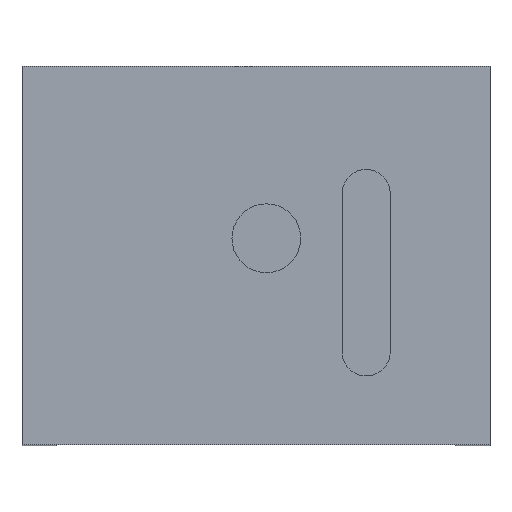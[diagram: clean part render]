
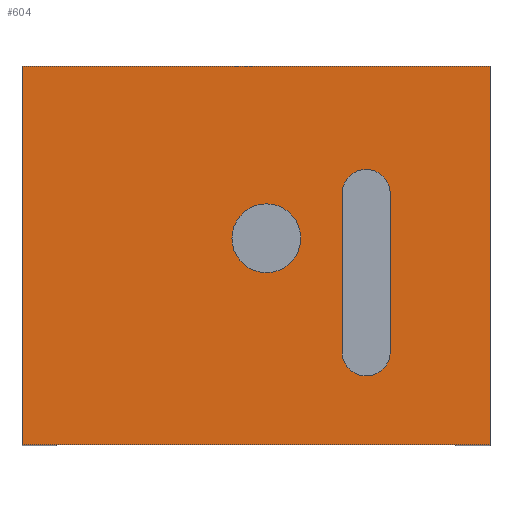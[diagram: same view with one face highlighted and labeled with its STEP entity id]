
A CAD part, top view. The second image highlights one B-rep face of the part: STEP entity #604.
In plain terms, the highlighted planar face has unit normal (0, 0, 1).
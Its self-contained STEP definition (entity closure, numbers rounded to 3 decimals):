
#4 = ORIENTED_EDGE ( 'NONE', *, *, #709, .T. ) ;
#6 = CARTESIAN_POINT ( 'NONE',  ( -21.5, 0., 78. ) ) ;
#16 = CIRCLE ( 'NONE', #53, 5. ) ;
#18 = CARTESIAN_POINT ( 'NONE',  ( -37.5, 30., 78. ) ) ;
#23 = DIRECTION ( 'NONE',  ( 0., 0., 1. ) ) ;
#25 = EDGE_CURVE ( 'NONE', #139, #446, #16, .T. ) ;
#53 = AXIS2_PLACEMENT_3D ( 'NONE', #136, #685, #65 ) ;
#63 = VECTOR ( 'NONE', #329, 1000. ) ;
#64 = VERTEX_POINT ( 'NONE', #277 ) ;
#65 = DIRECTION ( 'NONE',  ( 1., 0., 0. ) ) ;
#66 = ORIENTED_EDGE ( 'NONE', *, *, #305, .T. ) ;
#74 = FACE_BOUND ( 'NONE', #513, .T. ) ;
#75 = LINE ( 'NONE', #6, #575 ) ;
#88 = EDGE_LOOP ( 'NONE', ( #267, #194 ) ) ;
#91 = DIRECTION ( 'NONE',  ( 0., 1., 0. ) ) ;
#105 = DIRECTION ( 'NONE',  ( 0., -1., 0. ) ) ;
#136 = CARTESIAN_POINT ( 'NONE',  ( -32.5, 30., 78. ) ) ;
#139 = VERTEX_POINT ( 'NONE', #18 ) ;
#146 = DIRECTION ( 'NONE',  ( 1., 0., 0. ) ) ;
#147 = VECTOR ( 'NONE', #105, 1000. ) ;
#169 = CARTESIAN_POINT ( 'NONE',  ( -32.5, 30., 78. ) ) ;
#170 = LINE ( 'NONE', #626, #318 ) ;
#172 = LINE ( 'NONE', #477, #147 ) ;
#178 = EDGE_CURVE ( 'NONE', #764, #200, #271, .T. ) ;
#191 = FACE_BOUND ( 'NONE', #88, .T. ) ;
#194 = ORIENTED_EDGE ( 'NONE', *, *, #684, .F. ) ;
#200 = VERTEX_POINT ( 'NONE', #231 ) ;
#216 = CIRCLE ( 'NONE', #476, 3.5 ) ;
#231 = CARTESIAN_POINT ( 'NONE',  ( -68., 55., 78. ) ) ;
#233 = CARTESIAN_POINT ( 'NONE',  ( -18., 36.5, 78. ) ) ;
#241 = AXIS2_PLACEMENT_3D ( 'NONE', #233, #419, #720 ) ;
#248 = CIRCLE ( 'NONE', #743, 5. ) ;
#252 = ORIENTED_EDGE ( 'NONE', *, *, #319, .T. ) ;
#262 = DIRECTION ( 'NONE',  ( 0., -1., 0. ) ) ;
#267 = ORIENTED_EDGE ( 'NONE', *, *, #25, .F. ) ;
#268 = CARTESIAN_POINT ( 'NONE',  ( -68., 55., 78. ) ) ;
#270 = CARTESIAN_POINT ( 'NONE',  ( -18., 13.5, 78. ) ) ;
#271 = LINE ( 'NONE', #268, #63 ) ;
#277 = CARTESIAN_POINT ( 'NONE',  ( -21.5, 36.5, 78. ) ) ;
#289 = AXIS2_PLACEMENT_3D ( 'NONE', #395, #519, #331 ) ;
#305 = EDGE_CURVE ( 'NONE', #521, #764, #561, .T. ) ;
#318 = VECTOR ( 'NONE', #752, 1000. ) ;
#319 = EDGE_CURVE ( 'NONE', #470, #618, #172, .T. ) ;
#329 = DIRECTION ( 'NONE',  ( -1., 0., 0. ) ) ;
#331 = DIRECTION ( 'NONE',  ( 1., 0., 0. ) ) ;
#340 = PLANE ( 'NONE',  #289 ) ;
#380 = ORIENTED_EDGE ( 'NONE', *, *, #573, .F. ) ;
#395 = CARTESIAN_POINT ( 'NONE',  ( 0., 0., 78. ) ) ;
#396 = ORIENTED_EDGE ( 'NONE', *, *, #463, .F. ) ;
#413 = DIRECTION ( 'NONE',  ( 0., -1., 0. ) ) ;
#419 = DIRECTION ( 'NONE',  ( 0., 0., 1. ) ) ;
#440 = ORIENTED_EDGE ( 'NONE', *, *, #749, .F. ) ;
#444 = CARTESIAN_POINT ( 'NONE',  ( -27.5, 30., 78. ) ) ;
#446 = VERTEX_POINT ( 'NONE', #444 ) ;
#453 = LINE ( 'NONE', #662, #771 ) ;
#463 = EDGE_CURVE ( 'NONE', #64, #754, #75, .T. ) ;
#467 = CARTESIAN_POINT ( 'NONE',  ( 0., 55., 78. ) ) ;
#469 = EDGE_LOOP ( 'NONE', ( #66, #719, #4, #682 ) ) ;
#470 = VERTEX_POINT ( 'NONE', #633 ) ;
#473 = CARTESIAN_POINT ( 'NONE',  ( -68., 0., 78. ) ) ;
#476 = AXIS2_PLACEMENT_3D ( 'NONE', #270, #23, #146 ) ;
#477 = CARTESIAN_POINT ( 'NONE',  ( -14.5, 0., 78. ) ) ;
#513 = EDGE_LOOP ( 'NONE', ( #440, #252, #380, #396 ) ) ;
#514 = CARTESIAN_POINT ( 'NONE',  ( 0., 0., 78. ) ) ;
#516 = EDGE_CURVE ( 'NONE', #623, #521, #170, .T. ) ;
#519 = DIRECTION ( 'NONE',  ( 0., 0., 1. ) ) ;
#521 = VERTEX_POINT ( 'NONE', #514 ) ;
#534 = DIRECTION ( 'NONE',  ( 1., 0., 0. ) ) ;
#539 = CARTESIAN_POINT ( 'NONE',  ( 0., 55., 78. ) ) ;
#548 = FACE_OUTER_BOUND ( 'NONE', #469, .T. ) ;
#561 = LINE ( 'NONE', #467, #697 ) ;
#573 = EDGE_CURVE ( 'NONE', #754, #618, #216, .T. ) ;
#575 = VECTOR ( 'NONE', #262, 1000. ) ;
#600 = CARTESIAN_POINT ( 'NONE',  ( -21.5, 13.5, 78. ) ) ;
#604 = ADVANCED_FACE ( 'NONE', ( #191, #548, #74 ), #340, .T. ) ;
#606 = CARTESIAN_POINT ( 'NONE',  ( -14.5, 13.5, 78. ) ) ;
#618 = VERTEX_POINT ( 'NONE', #606 ) ;
#623 = VERTEX_POINT ( 'NONE', #473 ) ;
#626 = CARTESIAN_POINT ( 'NONE',  ( -68., 0., 78. ) ) ;
#629 = CIRCLE ( 'NONE', #241, 3.5 ) ;
#633 = CARTESIAN_POINT ( 'NONE',  ( -14.5, 36.5, 78. ) ) ;
#652 = DIRECTION ( 'NONE',  ( 0., 0., 1. ) ) ;
#662 = CARTESIAN_POINT ( 'NONE',  ( -68., 55., 78. ) ) ;
#682 = ORIENTED_EDGE ( 'NONE', *, *, #516, .T. ) ;
#684 = EDGE_CURVE ( 'NONE', #446, #139, #248, .T. ) ;
#685 = DIRECTION ( 'NONE',  ( 0., 0., 1. ) ) ;
#697 = VECTOR ( 'NONE', #91, 1000. ) ;
#709 = EDGE_CURVE ( 'NONE', #200, #623, #453, .T. ) ;
#719 = ORIENTED_EDGE ( 'NONE', *, *, #178, .T. ) ;
#720 = DIRECTION ( 'NONE',  ( 1., 0., 0. ) ) ;
#743 = AXIS2_PLACEMENT_3D ( 'NONE', #169, #652, #534 ) ;
#749 = EDGE_CURVE ( 'NONE', #470, #64, #629, .T. ) ;
#752 = DIRECTION ( 'NONE',  ( 1., 0., 0. ) ) ;
#754 = VERTEX_POINT ( 'NONE', #600 ) ;
#764 = VERTEX_POINT ( 'NONE', #539 ) ;
#771 = VECTOR ( 'NONE', #413, 1000. ) ;
